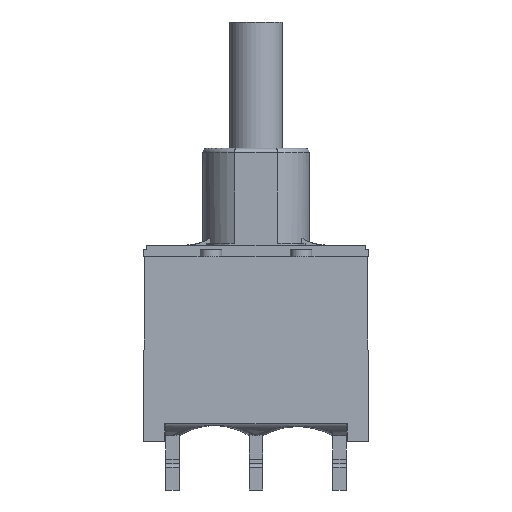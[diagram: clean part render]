
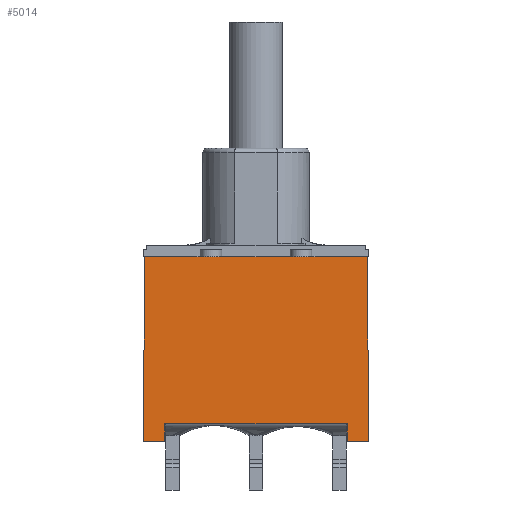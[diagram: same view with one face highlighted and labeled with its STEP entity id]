
A CAD part, front view. The second image highlights one B-rep face of the part: STEP entity #5014.
In plain terms, the highlighted planar face has unit normal (0, -1, 0.009).
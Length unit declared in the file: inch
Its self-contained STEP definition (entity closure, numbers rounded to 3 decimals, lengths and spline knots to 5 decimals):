
#2777=CARTESIAN_POINT('',(-0.24643,-0.12635,0.40945));
#2778=VERTEX_POINT('',#2777);
#2787=CARTESIAN_POINT('',(0.24643,-0.12635,0.40945));
#2788=VERTEX_POINT('',#2787);
#2789=CARTESIAN_POINT('',(0.24643,-0.12635,0.40945));
#2790=DIRECTION('',(-1.0,0.0,0.0));
#2791=VECTOR('',#2790,0.49285);
#2792=LINE('',#2789,#2791);
#2793=EDGE_CURVE('',#2788,#2778,#2792,.T.);
#4663=CARTESIAN_POINT('',(-0.20276,-0.12992,0.));
#4664=VERTEX_POINT('',#4663);
#4665=CARTESIAN_POINT('',(-0.20276,-0.12958,0.03937));
#4666=VERTEX_POINT('',#4665);
#4667=CARTESIAN_POINT('',(-0.20276,-0.12992,0.));
#4668=DIRECTION('',(0.0,0.009,1.));
#4669=VECTOR('',#4668,0.03937);
#4670=LINE('',#4667,#4669);
#4671=EDGE_CURVE('',#4664,#4666,#4670,.T.);
#4796=CARTESIAN_POINT('',(0.20276,-0.12958,0.03937));
#4797=VERTEX_POINT('',#4796);
#4798=CARTESIAN_POINT('',(0.20276,-0.12992,0.0));
#4799=VERTEX_POINT('',#4798);
#4800=CARTESIAN_POINT('',(0.20276,-0.12958,0.03937));
#4801=DIRECTION('',(0.0,-0.009,-1.));
#4802=VECTOR('',#4801,0.03937);
#4803=LINE('',#4800,#4802);
#4804=EDGE_CURVE('',#4797,#4799,#4803,.T.);
#4843=CARTESIAN_POINT('',(-0.20276,-0.12958,0.03937));
#4844=DIRECTION('',(1.0,0.0,0.0));
#4845=VECTOR('',#4844,0.40551);
#4846=LINE('',#4843,#4845);
#4847=EDGE_CURVE('',#4666,#4797,#4846,.T.);
#4880=CARTESIAN_POINT('',(-0.25,-0.12992,0.));
#4881=VERTEX_POINT('',#4880);
#4888=CARTESIAN_POINT('',(-0.25,-0.12992,0.));
#4889=DIRECTION('',(0.009,0.009,1.));
#4890=VECTOR('',#4889,0.40948);
#4891=LINE('',#4888,#4890);
#4892=EDGE_CURVE('',#4881,#2778,#4891,.T.);
#4919=CARTESIAN_POINT('',(-0.25,-0.12992,0.0));
#4920=DIRECTION('',(1.0,0.0,0.0));
#4921=VECTOR('',#4920,0.04724);
#4922=LINE('',#4919,#4921);
#4923=EDGE_CURVE('',#4881,#4664,#4922,.T.);
#4935=CARTESIAN_POINT('',(0.25,-0.12992,0.));
#4936=VERTEX_POINT('',#4935);
#4943=CARTESIAN_POINT('',(0.20276,-0.12992,0.0));
#4944=DIRECTION('',(1.0,0.0,0.0));
#4945=VECTOR('',#4944,0.04724);
#4946=LINE('',#4943,#4945);
#4947=EDGE_CURVE('',#4799,#4936,#4946,.T.);
#4994=CARTESIAN_POINT('',(-0.275,-0.12617,0.42992));
#4995=DIRECTION('',(0.,-1.,0.009));
#4996=DIRECTION('',(0.0,-0.009,-1.));
#4997=AXIS2_PLACEMENT_3D('',#4994,#4995,#4996);
#4998=PLANE('',#4997);
#4999=ORIENTED_EDGE('',*,*,#4671,.T.);
#5000=ORIENTED_EDGE('',*,*,#4847,.T.);
#5001=ORIENTED_EDGE('',*,*,#4804,.T.);
#5002=ORIENTED_EDGE('',*,*,#4947,.T.);
#5003=CARTESIAN_POINT('',(0.25,-0.12992,0.));
#5004=DIRECTION('',(-0.009,0.009,1.));
#5005=VECTOR('',#5004,0.40948);
#5006=LINE('',#5003,#5005);
#5007=EDGE_CURVE('',#4936,#2788,#5006,.T.);
#5008=ORIENTED_EDGE('',*,*,#5007,.T.);
#5009=ORIENTED_EDGE('',*,*,#2793,.T.);
#5010=ORIENTED_EDGE('',*,*,#4892,.F.);
#5011=ORIENTED_EDGE('',*,*,#4923,.T.);
#5012=EDGE_LOOP('',(#4999,#5000,#5001,#5002,#5008,#5009,#5010,#5011));
#5013=FACE_OUTER_BOUND('',#5012,.T.);
#5014=ADVANCED_FACE('',(#5013),#4998,.T.);
